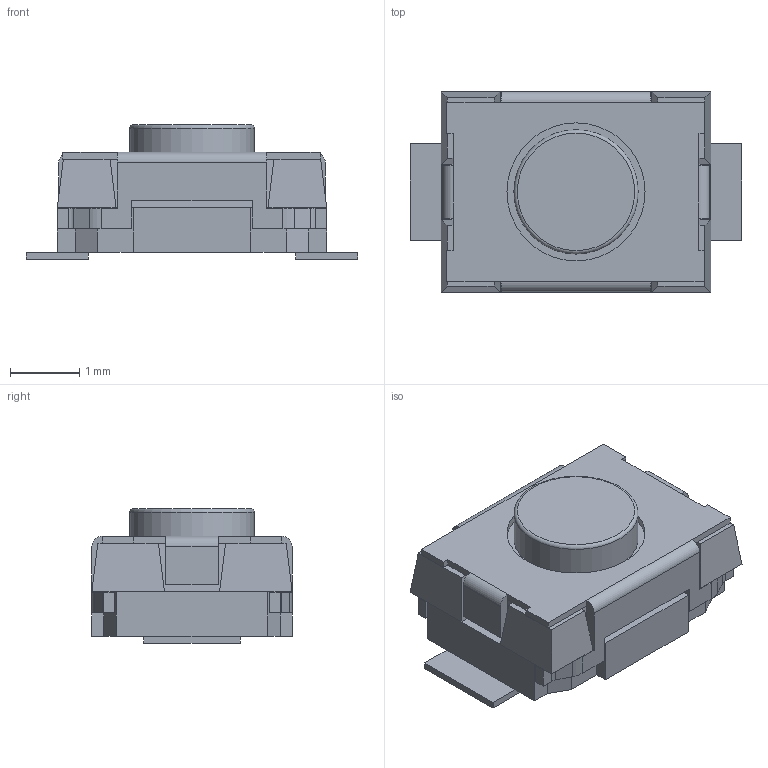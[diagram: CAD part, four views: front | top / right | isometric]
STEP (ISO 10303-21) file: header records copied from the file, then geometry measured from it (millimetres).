
FILE_DESCRIPTION(/* description */ (''),/* implementation_level */ '2;1');
FILE_NAME(/* name */ 'SW-SMD_L3.9-W3.0-P4.45.step',/* time_stamp */ '2023-09-15T23:35:14+02:00',/* author */ (''),/* organization */ (''),/* preprocessor_version */ 'ST-DEVELOPER v20',/* originating_system */ 'Autodesk Translation Framework v12.9.0.99',/* authorisation */ '');
FILE_SCHEMA (('AUTOMOTIVE_DESIGN { 1 0 10303 214 3 1 1 }'));
Length unit declared in the file: millimetre
Products named in the file (2): SW-SMD_L3.9-W3.0-P4.45; COMPOUND (1)
Assembly tree (1 placements, depth 2):
  SW-SMD_L3.9-W3.0-P4.45
    COMPOUND (1)
Bounding box: 4.8 x 2.9 x 1.95 mm (x, y, z)
Volume: 16.2 mm3; surface area: 65.8 mm2
Topology: 3 solids, 3 shells, 200 faces, 470 edges, 278 vertices
Faces by surface type: plane 177, cylinder 22, torus 1
Full cylindrical faces by diameter (mm): 1.8 x1, 2 x1
Entity records: 5792 total; most frequent: CARTESIAN_POINT 951, ORIENTED_EDGE 940, DIRECTION 923, EDGE_CURVE 470, LINE 423, VECTOR 423, VERTEX_POINT 278, AXIS2_PLACEMENT_3D 250
